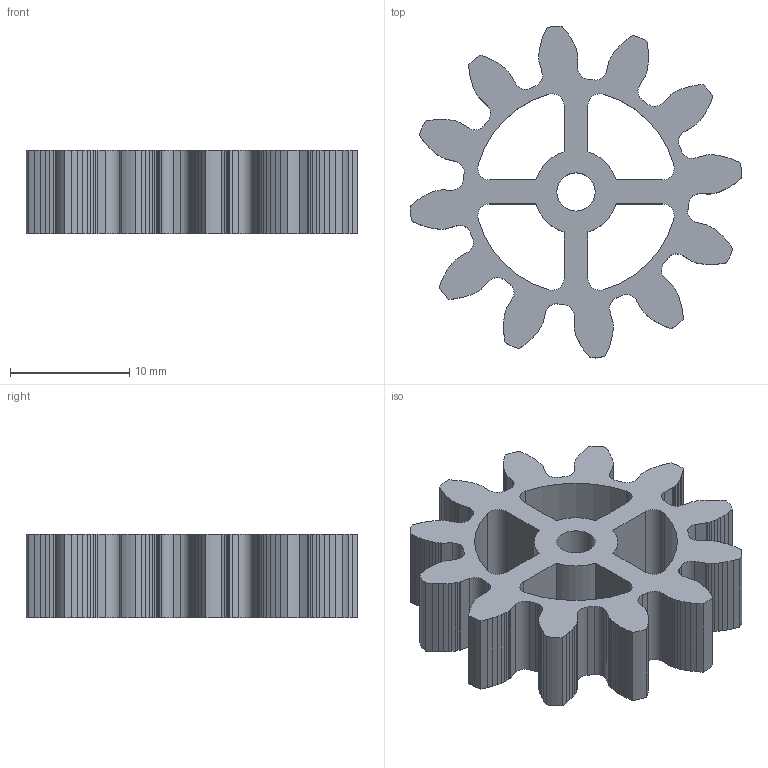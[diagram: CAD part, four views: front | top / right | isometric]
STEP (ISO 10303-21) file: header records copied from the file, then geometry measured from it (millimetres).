
FILE_DESCRIPTION(('STEP AP242'), '1');
FILE_NAME('itemShaftGearV3', '', ('UNSPECIFIED'), ('UNSPECIFIED'), 'C3D Converter', 'C3D Toolkit', '');
FILE_SCHEMA(('AP242_MANAGED_MODEL_BASED_3D_ENGINEERING_MIM_LF { 1 0 10303 442 1 1 4 }'));
Length unit declared in the file: millimetre
Bounding box: 27.8 x 27.8 x 7 mm (x, y, z)
Volume: 1975.9 mm3; surface area: 2335.1 mm2
Topology: 1 solids, 1 shells, 315 faces, 939 edges, 626 vertices
Faces by surface type: plane 262, cylinder 53
Full cylindrical faces by diameter (mm): 3.2 x1
Entity records: 10509 total; most frequent: CARTESIAN_POINT 1880, ORIENTED_EDGE 1876, DIRECTION 1676, EDGE_CURVE 938, LINE 832, VECTOR 832, VERTEX_POINT 626, AXIS2_PLACEMENT_3D 422
